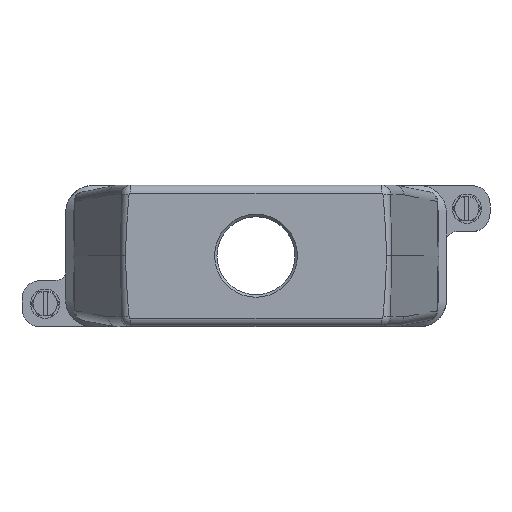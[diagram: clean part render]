
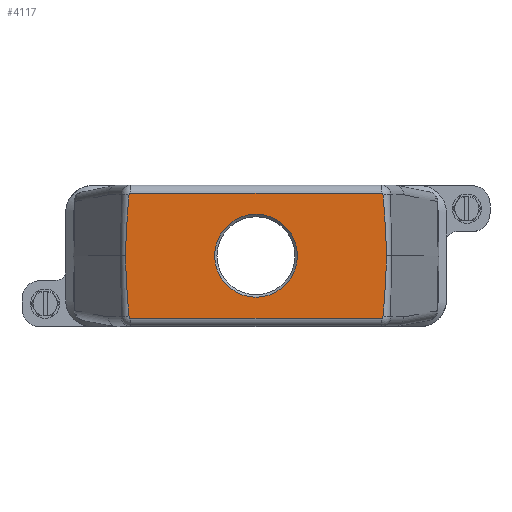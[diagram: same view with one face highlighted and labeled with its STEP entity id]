
A CAD part, top view. The second image highlights one B-rep face of the part: STEP entity #4117.
In plain terms, the highlighted planar face has unit normal (0, 0, 1).
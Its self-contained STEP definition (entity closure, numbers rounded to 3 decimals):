
#70=ELLIPSE('',#12834,229.215,4.);
#71=ELLIPSE('',#12835,229.215,4.);
#72=ELLIPSE('',#12838,229.215,4.);
#73=ELLIPSE('',#12839,229.215,4.);
#3804=FACE_BOUND('',#5366,.T.);
#3805=FACE_BOUND('',#5367,.T.);
#4117=ADVANCED_FACE('',(#3804,#3805),#4619,.F.);
#4619=PLANE('',#12841);
#5366=EDGE_LOOP('',(#7508));
#5367=EDGE_LOOP('',(#7509,#7510,#7511,#7512,#7513,#7514,#7515,#7516,#7517,
#7518));
#5964=LINE('',#16554,#6636);
#5965=LINE('',#16565,#6637);
#6636=VECTOR('',#13873,1.);
#6637=VECTOR('',#13882,1.);
#7508=ORIENTED_EDGE('',*,*,#10787,.T.);
#7509=ORIENTED_EDGE('',*,*,#10788,.T.);
#7510=ORIENTED_EDGE('',*,*,#10789,.T.);
#7511=ORIENTED_EDGE('',*,*,#10790,.T.);
#7512=ORIENTED_EDGE('',*,*,#10791,.T.);
#7513=ORIENTED_EDGE('',*,*,#10792,.T.);
#7514=ORIENTED_EDGE('',*,*,#10793,.T.);
#7515=ORIENTED_EDGE('',*,*,#10794,.T.);
#7516=ORIENTED_EDGE('',*,*,#10795,.T.);
#7517=ORIENTED_EDGE('',*,*,#10796,.T.);
#7518=ORIENTED_EDGE('',*,*,#10797,.T.);
#9928=VERTEX_POINT('',#16553);
#9929=VERTEX_POINT('',#16555);
#9930=VERTEX_POINT('',#16556);
#9931=VERTEX_POINT('',#16558);
#9932=VERTEX_POINT('',#16560);
#9933=VERTEX_POINT('',#16562);
#9934=VERTEX_POINT('',#16564);
#9935=VERTEX_POINT('',#16566);
#9936=VERTEX_POINT('',#16568);
#9937=VERTEX_POINT('',#16570);
#9938=VERTEX_POINT('',#16572);
#10787=EDGE_CURVE('',#9928,#9928,#11947,.T.);
#10788=EDGE_CURVE('',#9929,#9930,#5964,.T.);
#10789=EDGE_CURVE('',#9930,#9931,#11948,.T.);
#10790=EDGE_CURVE('',#9931,#9932,#70,.T.);
#10791=EDGE_CURVE('',#9932,#9933,#71,.T.);
#10792=EDGE_CURVE('',#9933,#9934,#11949,.T.);
#10793=EDGE_CURVE('',#9934,#9935,#5965,.T.);
#10794=EDGE_CURVE('',#9935,#9936,#11950,.T.);
#10795=EDGE_CURVE('',#9936,#9937,#72,.T.);
#10796=EDGE_CURVE('',#9937,#9938,#73,.T.);
#10797=EDGE_CURVE('',#9938,#9929,#11951,.T.);
#11947=CIRCLE('',#12832,17.);
#11948=CIRCLE('',#12833,0.707);
#11949=CIRCLE('',#12836,0.707);
#11950=CIRCLE('',#12837,0.707);
#11951=CIRCLE('',#12840,0.707);
#12832=AXIS2_PLACEMENT_3D('',#16552,#13871,#13872);
#12833=AXIS2_PLACEMENT_3D('',#16557,#13874,#13875);
#12834=AXIS2_PLACEMENT_3D('',#16559,#13876,#13877);
#12835=AXIS2_PLACEMENT_3D('',#16561,#13878,#13879);
#12836=AXIS2_PLACEMENT_3D('',#16563,#13880,#13881);
#12837=AXIS2_PLACEMENT_3D('',#16567,#13883,#13884);
#12838=AXIS2_PLACEMENT_3D('',#16569,#13885,#13886);
#12839=AXIS2_PLACEMENT_3D('',#16571,#13887,#13888);
#12840=AXIS2_PLACEMENT_3D('',#16573,#13889,#13890);
#12841=AXIS2_PLACEMENT_3D('',#16574,#13891,#13892);
#13871=DIRECTION('',(0.,0.,-1.));
#13872=DIRECTION('',(-1.,0.,0.));
#13873=DIRECTION('',(1.,0.,0.));
#13874=DIRECTION('',(0.,0.,1.));
#13875=DIRECTION('',(-1.,0.,0.));
#13876=DIRECTION('',(0.,0.,1.));
#13877=DIRECTION('',(0.013,1.,0.));
#13878=DIRECTION('',(0.,0.,1.));
#13879=DIRECTION('',(-0.013,1.,0.));
#13880=DIRECTION('',(0.,0.,1.));
#13881=DIRECTION('',(-1.,0.,0.));
#13882=DIRECTION('',(-1.,0.,0.));
#13883=DIRECTION('',(0.,0.,1.));
#13884=DIRECTION('',(-1.,0.,0.));
#13885=DIRECTION('',(0.,0.,1.));
#13886=DIRECTION('',(0.013,1.,0.));
#13887=DIRECTION('',(0.,0.,1.));
#13888=DIRECTION('',(-0.013,1.,0.));
#13889=DIRECTION('',(0.,0.,1.));
#13890=DIRECTION('',(-1.,0.,0.));
#13891=DIRECTION('',(0.,0.,-1.));
#13892=DIRECTION('',(-1.,0.,0.));
#16552=CARTESIAN_POINT('',(0.,0.,91.95));
#16553=CARTESIAN_POINT('',(-17.,0.,91.95));
#16554=CARTESIAN_POINT('',(0.,-25.707,91.95));
#16555=CARTESIAN_POINT('',(-51.365,-25.707,91.95));
#16556=CARTESIAN_POINT('',(51.365,-25.707,91.95));
#16557=CARTESIAN_POINT('',(51.365,-25.,91.95));
#16558=CARTESIAN_POINT('',(52.068,-25.078,91.95));
#16559=CARTESIAN_POINT('',(54.386,200.55,91.95));
#16560=CARTESIAN_POINT('',(53.637,0.,91.95));
#16561=CARTESIAN_POINT('',(54.386,-200.55,91.95));
#16562=CARTESIAN_POINT('',(52.068,25.078,91.95));
#16563=CARTESIAN_POINT('',(51.365,25.,91.95));
#16564=CARTESIAN_POINT('',(51.365,25.707,91.95));
#16565=CARTESIAN_POINT('',(0.,25.707,91.95));
#16566=CARTESIAN_POINT('',(-51.365,25.707,91.95));
#16567=CARTESIAN_POINT('',(-51.365,25.,91.95));
#16568=CARTESIAN_POINT('',(-52.068,25.078,91.95));
#16569=CARTESIAN_POINT('',(-54.386,-200.55,91.95));
#16570=CARTESIAN_POINT('',(-53.637,0.,91.95));
#16571=CARTESIAN_POINT('',(-54.386,200.55,91.95));
#16572=CARTESIAN_POINT('',(-52.068,-25.078,91.95));
#16573=CARTESIAN_POINT('',(-51.365,-25.,91.95));
#16574=CARTESIAN_POINT('',(60.,-30.,91.95));
